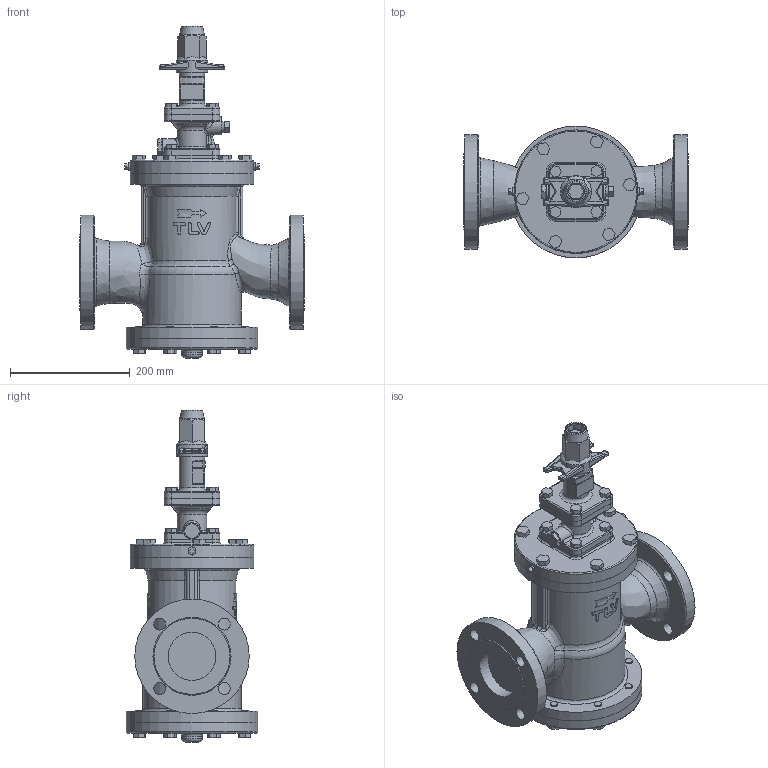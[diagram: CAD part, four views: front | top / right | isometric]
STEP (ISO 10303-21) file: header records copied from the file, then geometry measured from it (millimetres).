
FILE_DESCRIPTION(/* description */ (''),/* implementation_level */ '2;1');
FILE_NAME(/* name */ 'csr16-080-a0150-00.stp',/* time_stamp */ '2020-01-10T07:23:34+09:00',/* author */ ('nakaot'),/* organization */ (''),/* preprocessor_version */ 'ST-DEVELOPER v18',/* originating_system */ 'Autodesk Inventor 2020',/* authorisation */ '');
FILE_SCHEMA (('AUTOMOTIVE_DESIGN { 1 0 10303 214 3 1 1 }'));
Length unit declared in the file: millimetre
Products named in the file (1): csr16-080-a0150-00
Bounding box: 374 x 220 x 554 mm (x, y, z)
Volume: 10409853 mm3; surface area: 663748.1 mm2
Topology: 4 solids, 4 shells, 739 faces, 1771 edges, 1096 vertices
Faces by surface type: plane 327, cylinder 182, bspline 111, torus 57, sphere 34, cone 28
Full cylindrical faces by diameter (mm): 12 x8, 20 x9, 27 x1, 30 x1, 34 x1, 42 x1, 49.118 x1, 52 x1, 55.067 x1, 80 x2, 85.335 x1, 121.878 x1, 164 x1, 191 x2, 206 x1, 220 x2
Entity records: 25949 total; most frequent: CARTESIAN_POINT 9244, ORIENTED_EDGE 3522, DIRECTION 3321, EDGE_CURVE 1761, AXIS2_PLACEMENT_3D 1208, VERTEX_POINT 1096, LINE 905, VECTOR 905
